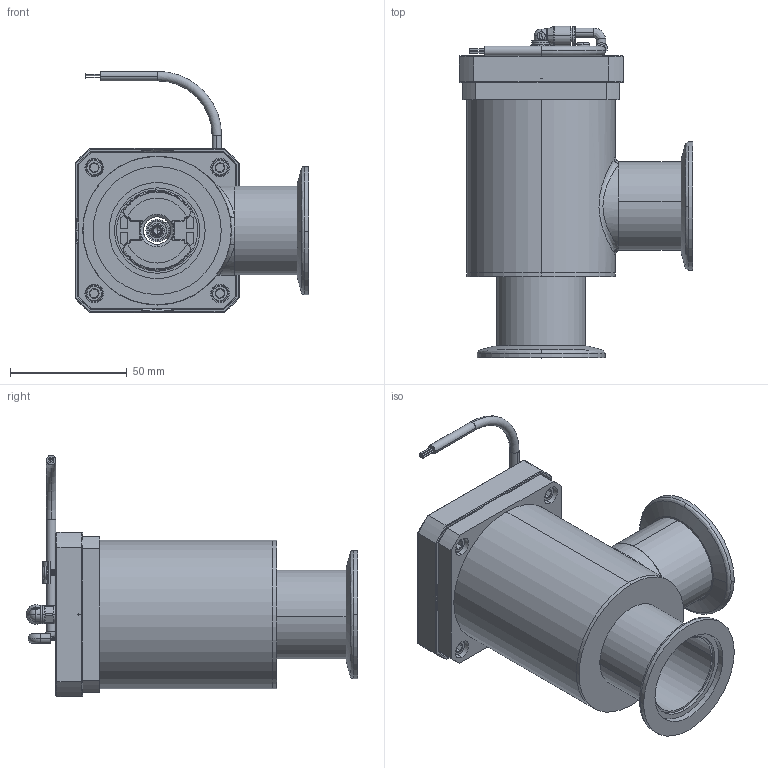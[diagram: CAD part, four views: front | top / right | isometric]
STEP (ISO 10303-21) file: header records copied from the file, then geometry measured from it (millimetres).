
FILE_DESCRIPTION (( 'STEP AP203' ), '1' );
FILE_NAME ('NAP-S04110.STEP', '2023-06-23T19:01:13', ( '' ), ( '' ), 'SwSTEP 2.0', 'SolidWorks 2020', '' );
FILE_SCHEMA (( 'CONFIG_CONTROL_DESIGN' ));
Length unit declared in the file: inch
Products named in the file (1): NAP-S04110
Bounding box: 100.18 x 142.1 x 103.32 mm (x, y, z)
Volume: 110025.6 mm3; surface area: 110350.2 mm2
Topology: 32 solids, 32 shells, 2235 faces, 6029 edges, 3926 vertices
Faces by surface type: plane 847, cylinder 662, cone 508, bspline 139, torus 76, sphere 3
Entity records: 87404 total; most frequent: CARTESIAN_POINT 33775, ORIENTED_EDGE 12054, DIRECTION 10445, EDGE_CURVE 6027, VERTEX_POINT 3926, AXIS2_PLACEMENT_3D 3867, VECTOR 2711, LINE 2711
